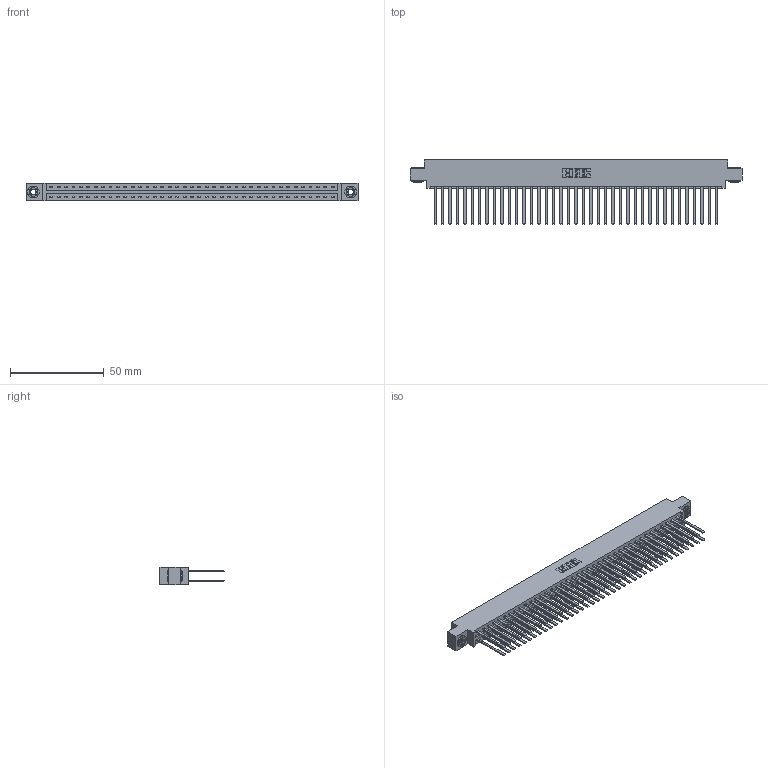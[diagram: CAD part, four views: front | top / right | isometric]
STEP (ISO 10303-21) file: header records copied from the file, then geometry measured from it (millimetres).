
FILE_DESCRIPTION (( 'STEP AP203' ), '1' );
FILE_NAME ('337-078-544-803.STEP', '2018-08-12T16:22:58', ( '' ), ( '' ), 'SwSTEP 2.0', 'SolidWorks 2016', '' );
FILE_SCHEMA (( 'CONFIG_CONTROL_DESIGN' ));
Length unit declared in the file: inch
Products named in the file (4): 337 Part_0.170 Offset - 0.156 Dia-TH; 345-292-001_345-293-144; 345-250-002_345-250-002-102; 337-078-544-803
Assembly tree (81 placements, depth 2):
  337-078-544-803
    337 Part_0.170 Offset - 0.156 Dia-TH
    345-292-001_345-293-144  x78
    345-250-002_345-250-002-102  x2
Bounding box: 177.55 x 34.3 x 9.4 mm (x, y, z)
Volume: 19666.6 mm3; surface area: 26108.1 mm2
Topology: 81 solids, 81 shells, 3900 faces, 11553 edges, 7594 vertices
Faces by surface type: plane 2736, cylinder 1156, cone 8
Entity records: 31224 total; most frequent: CARTESIAN_POINT 5237, ORIENTED_EDGE 5166, DIRECTION 4489, EDGE_CURVE 2583, LINE 2435, VECTOR 2435, VERTEX_POINT 1718, AXIS2_PLACEMENT_3D 1027
